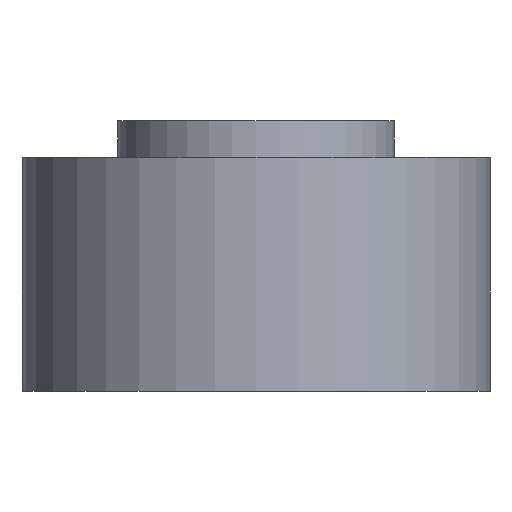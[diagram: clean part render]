
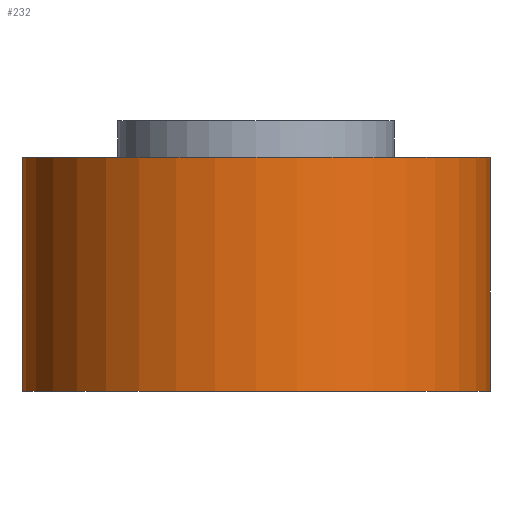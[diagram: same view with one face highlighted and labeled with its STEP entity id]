
A CAD part, left-side view. The second image highlights one B-rep face of the part: STEP entity #232.
In plain terms, the highlighted cylindrical face has radius 6.35 mm (diameter 12.7 mm), a partial arc.
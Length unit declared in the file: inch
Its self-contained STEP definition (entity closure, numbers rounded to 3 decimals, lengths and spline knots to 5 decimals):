
#33=FACE_OUTER_BOUND('',#46,.T.);
#46=EDGE_LOOP('',(#178,#179,#180,#181));
#65=LINE('',#400,#78);
#66=LINE('',#403,#79);
#78=VECTOR('',#329,0.3937);
#79=VECTOR('',#332,0.3937);
#99=CIRCLE('',#276,0.25);
#100=CIRCLE('',#277,0.25);
#117=VERTEX_POINT('',#396);
#118=VERTEX_POINT('',#397);
#119=VERTEX_POINT('',#399);
#120=VERTEX_POINT('',#401);
#142=EDGE_CURVE('',#117,#118,#99,.T.);
#143=EDGE_CURVE('',#117,#119,#65,.T.);
#144=EDGE_CURVE('',#120,#119,#100,.T.);
#145=EDGE_CURVE('',#118,#120,#66,.T.);
#178=ORIENTED_EDGE('',*,*,#142,.F.);
#179=ORIENTED_EDGE('',*,*,#143,.T.);
#180=ORIENTED_EDGE('',*,*,#144,.F.);
#181=ORIENTED_EDGE('',*,*,#145,.F.);
#224=CYLINDRICAL_SURFACE('',#275,0.25);
#232=ADVANCED_FACE('',(#33),#224,.T.);
#275=AXIS2_PLACEMENT_3D('',#395,#325,#326);
#276=AXIS2_PLACEMENT_3D('',#398,#327,#328);
#277=AXIS2_PLACEMENT_3D('',#402,#330,#331);
#325=DIRECTION('center_axis',(0.,0.,-1.));
#326=DIRECTION('ref_axis',(-1.,0.,0.));
#327=DIRECTION('center_axis',(0.,0.,-1.));
#328=DIRECTION('ref_axis',(-1.,0.,0.));
#329=DIRECTION('',(0.,0.,1.));
#330=DIRECTION('center_axis',(0.,0.,1.));
#331=DIRECTION('ref_axis',(-1.,0.,0.));
#332=DIRECTION('',(0.,0.,1.));
#395=CARTESIAN_POINT('Origin',(-0.375,0.,0.25));
#396=CARTESIAN_POINT('',(-0.375,-0.25,0.));
#397=CARTESIAN_POINT('',(-0.375,0.25,0.));
#398=CARTESIAN_POINT('Origin',(-0.375,0.,0.));
#399=CARTESIAN_POINT('',(-0.375,-0.25,0.25));
#400=CARTESIAN_POINT('',(-0.375,-0.25,0.25));
#401=CARTESIAN_POINT('',(-0.375,0.25,0.25));
#402=CARTESIAN_POINT('Origin',(-0.375,0.,0.25));
#403=CARTESIAN_POINT('',(-0.375,0.25,0.25));
